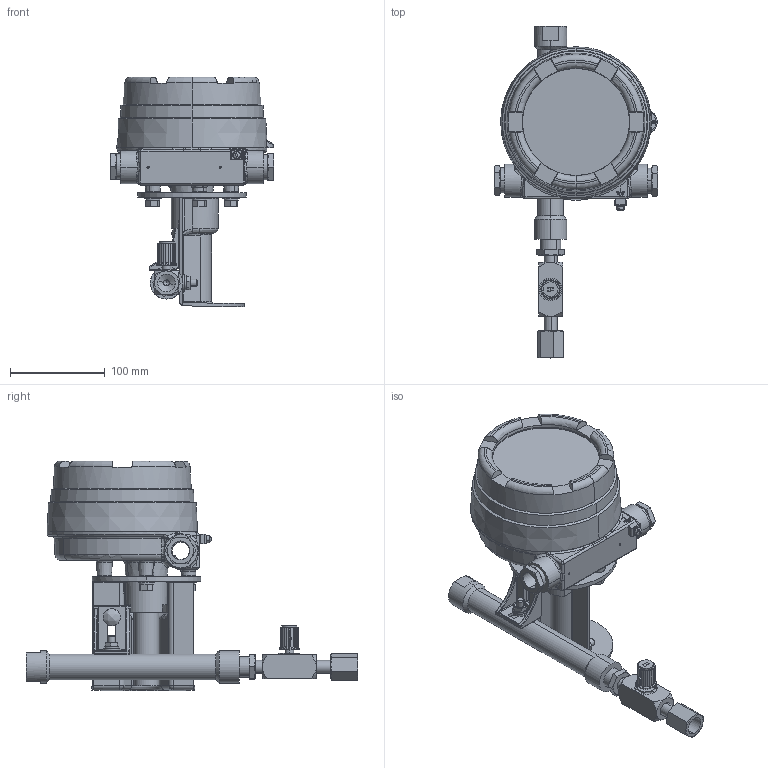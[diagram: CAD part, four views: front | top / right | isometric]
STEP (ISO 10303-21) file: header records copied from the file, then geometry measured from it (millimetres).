
FILE_DESCRIPTION (( 'STEP AP203' ), '1' );
FILE_NAME ('3809G-D-00-B-3-D-3-B.STEP', '2020-05-07T20:56:45', ( '' ), ( '' ), 'SwSTEP 2.0', 'SolidWorks 2019', '' );
FILE_SCHEMA (( 'CONFIG_CONTROL_DESIGN' ));
Length unit declared in the file: inch
Products named in the file (2): 3809G-D-00-B-3-D-3-B
Bounding box: 171.96 x 350 x 242.31 mm (x, y, z)
Volume: 1097317.9 mm3; surface area: 397846.5 mm2
Topology: 52 solids, 52 shells, 1615 faces, 3755 edges, 2236 vertices
Faces by surface type: cylinder 512, plane 481, cone 338, bspline 166, torus 88, sphere 30
Entity records: 55592 total; most frequent: CARTESIAN_POINT 19938, DIRECTION 7454, ORIENTED_EDGE 7342, EDGE_CURVE 3671, AXIS2_PLACEMENT_3D 3015, VERTEX_POINT 2236, EDGE_LOOP 1787, ADVANCED_FACE 1615
